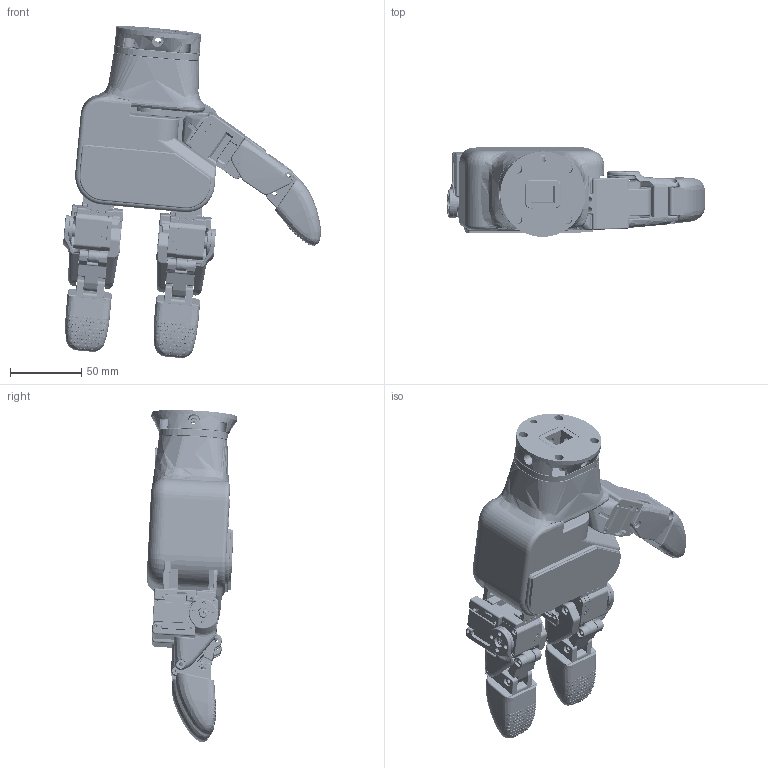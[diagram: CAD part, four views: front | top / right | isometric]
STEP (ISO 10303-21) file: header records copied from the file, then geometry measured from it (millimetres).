
FILE_DESCRIPTION (( 'STEP AP203' ), '1' );
FILE_NAME ('myGripper H100-L.STEP', '2025-05-08T10:57:10', ( '' ), ( '' ), 'SwSTEP 2.0', 'SolidWorks 2018', '' );
FILE_SCHEMA (( 'CONFIG_CONTROL_DESIGN' ));
Products named in the file (1): myGripper H100-L
Bounding box: 180.67 x 63.24 x 232.6 mm (x, y, z)
Surface area: 206294.4 mm2 (no closed solid volume)
Topology: 0 solids, 53 shells, 5605 faces, 14277 edges, 8989 vertices
Faces by surface type: cylinder 2226, plane 1422, bspline 1379, cone 289, torus 209, sphere 80
Entity records: 250902 total; most frequent: CARTESIAN_POINT 128002, ORIENTED_EDGE 28264, DIRECTION 21576, EDGE_CURVE 14138, VERTEX_POINT 8988, AXIS2_PLACEMENT_3D 8243, EDGE_LOOP 6277, ADVANCED_FACE 5605
